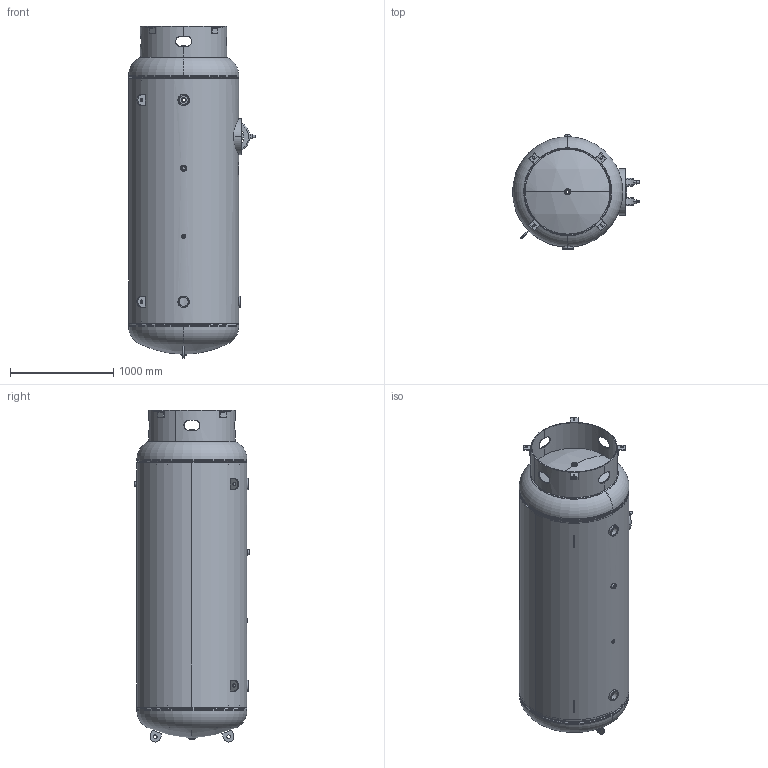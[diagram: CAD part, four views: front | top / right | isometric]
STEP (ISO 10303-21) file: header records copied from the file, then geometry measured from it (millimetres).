
FILE_DESCRIPTION (( 'STEP AP203' ), '1' );
FILE_NAME ('302440.STEP', '2012-03-05T14:35:59', ( '' ), ( '' ), 'SwSTEP 2.0', 'SolidWorks 2011', '' );
FILE_SCHEMA (( 'CONFIG_CONTROL_DESIGN' ));
Length unit declared in the file: inch
Products named in the file (1): 302440
Bounding box: 1228.63 x 1106.68 x 3217.92 mm (x, y, z)
Surface area: 23401161.1 mm2 (no closed solid volume)
Topology: 0 solids, 39 shells, 322 faces, 966 edges, 670 vertices
Faces by surface type: plane 129, cylinder 110, torus 50, bspline 25, sphere 8
Entity records: 20070 total; most frequent: CARTESIAN_POINT 11420, DIRECTION 1816, ORIENTED_EDGE 1622, EDGE_CURVE 966, AXIS2_PLACEMENT_3D 706, VERTEX_POINT 670, CIRCLE 408, VECTOR 404
